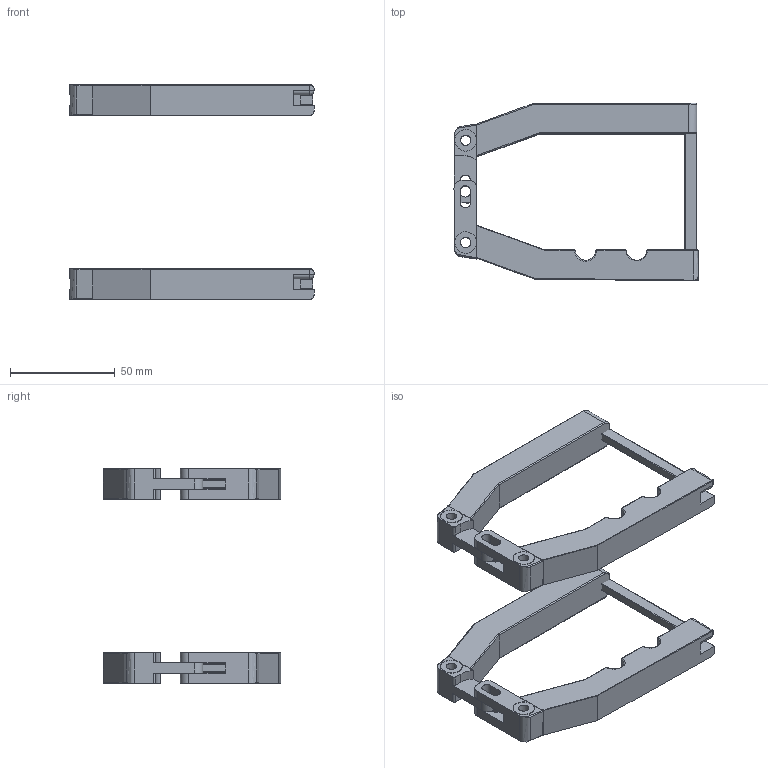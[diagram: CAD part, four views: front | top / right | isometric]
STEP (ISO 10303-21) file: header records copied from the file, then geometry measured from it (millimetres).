
FILE_DESCRIPTION(('FreeCAD Model'),'2;1');
FILE_NAME('Open CASCADE Shape Model','2025-05-03T04:51:17',('FreeCAD'),( 'FreeCAD'),'Open CASCADE STEP processor 7.6','FreeCAD','Unknown');
FILE_SCHEMA(('AUTOMOTIVE_DESIGN { 1 0 10303 214 1 1 1 1 }'));
Length unit declared in the file: millimetre
Products named in the file (1): Open CASCADE STEP translator 7.6 1
Bounding box: 116.68 x 84.87 x 103.2 mm (x, y, z)
Volume: 104388.8 mm3; surface area: 38864.2 mm2
Topology: 8 solids, 8 shells, 324 faces, 798 edges, 490 vertices
Faces by surface type: bspline 324
Entity records: 9644 total; most frequent: CARTESIAN_POINT 5137, ORIENTED_EDGE 1580, EDGE_CURVE 790, VERTEX_POINT 490, B_SPLINE_CURVE_WITH_KNOTS 456, FACE_BOUND 352, EDGE_LOOP 352, ADVANCED_FACE 324
